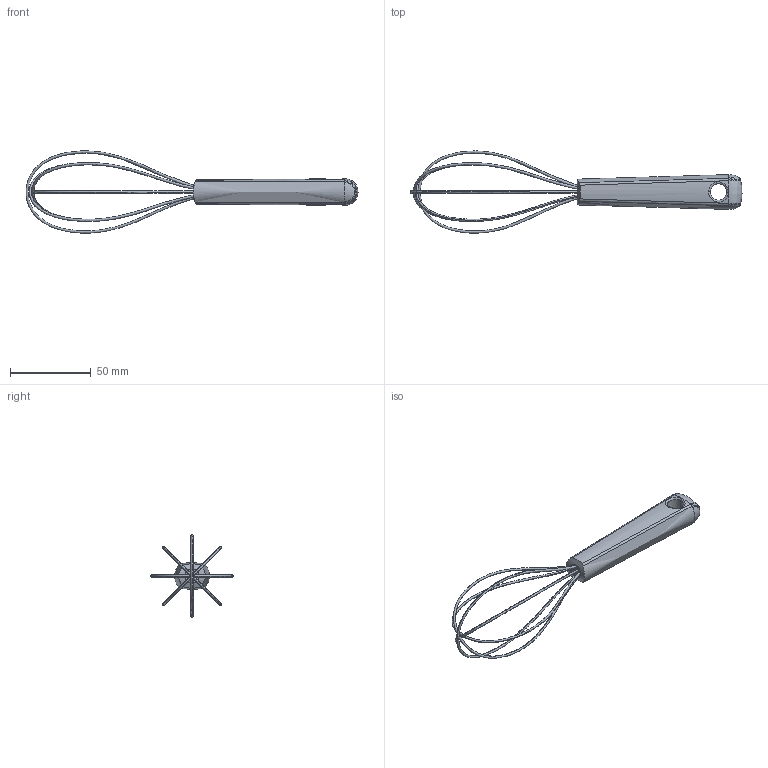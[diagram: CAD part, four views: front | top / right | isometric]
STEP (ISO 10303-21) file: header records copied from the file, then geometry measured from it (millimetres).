
FILE_DESCRIPTION(/* description */ (''),/* implementation_level */ '2;1');
FILE_NAME(/* name */ '打蛋器',/* time_stamp */ '2023-01-04T13:47:34+08:00',/* author */ (''),/* organization */ (''),/* preprocessor_version */ 'ST-DEVELOPER v16.5',/* originating_system */ '',/* authorisation */ '');
FILE_SCHEMA (('CONFIG_CONTROL_DESIGN'));
Length unit declared in the file: millimetre
Products named in the file (1): Document
Bounding box: 205.87 x 51 x 50.96 mm (x, y, z)
Volume: 25853.5 mm3; surface area: 11572.5 mm2
Topology: 6 solids, 6 shells, 57 faces, 142 edges, 83 vertices
Faces by surface type: bspline 47, cylinder 7, plane 3
Entity records: 5133 total; most frequent: CARTESIAN_POINT 4305, ORIENTED_EDGE 242, EDGE_CURVE 121, VERTEX_POINT 77, EDGE_LOOP 60, ADVANCED_FACE 57, FACE_OUTER_BOUND 57, B_SPLINE_CURVE_WITH_KNOTS 54
